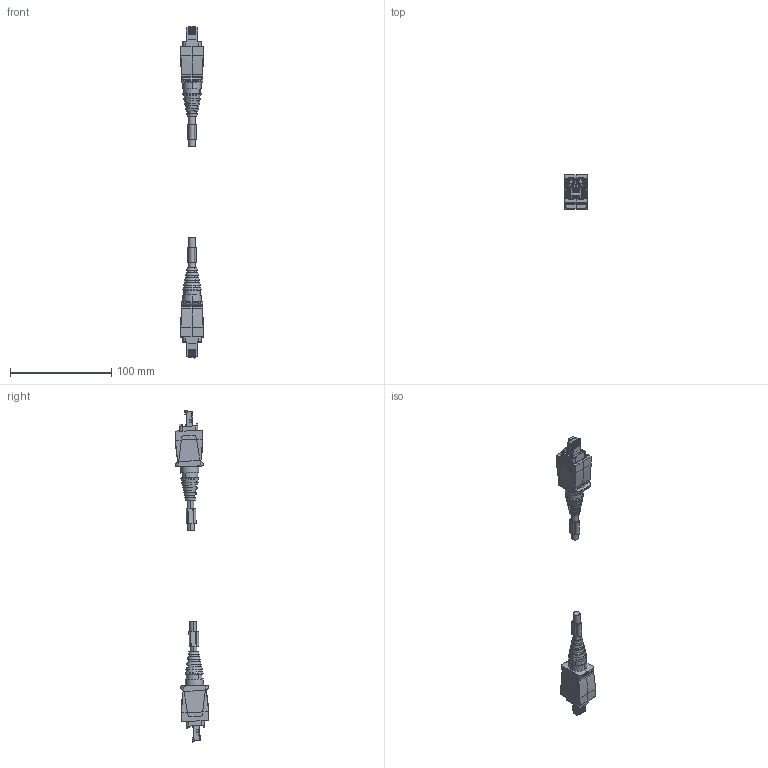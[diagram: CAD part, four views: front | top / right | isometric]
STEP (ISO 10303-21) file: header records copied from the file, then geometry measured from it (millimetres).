
FILE_DESCRIPTION(('CATIA V5 STEP Exchange','CAx-IF Rec.Pracs.--- Model Styling and Organization---1.4--- 2014-01-23'),'2;1');
FILE_NAME ('011199-2_0_1312690070_1312690070.stp','2022-02-17T07:27:45+00:00',('none'),('Weidmueller'),'CATIA Version 5-6 Release 2016 SP3 HF44','CATIA V5 STEP AP214','none');
FILE_SCHEMA(('AUTOMOTIVE_DESIGN { 1 0 10303 214 1 1 1 1 }'));
Length unit declared in the file: millimetre
Products named in the file (1): 1312690070
Bounding box: 22.3 x 33.3 x 328.26 mm (x, y, z)
Volume: 38312.1 mm3; surface area: 52369.1 mm2
Topology: 26 solids, 26 shells, 3278 faces, 9004 edges, 5788 vertices
Faces by surface type: plane 2216, cylinder 930, cone 52, torus 44, bspline 20, sphere 16
Entity records: 108203 total; most frequent: CARTESIAN_POINT 29051, ORIENTED_EDGE 17984, DIRECTION 13536, EDGE_CURVE 8992, VECTOR 6726, LINE 6726, VERTEX_POINT 5788, AXIS2_PLACEMENT_3D 3965
